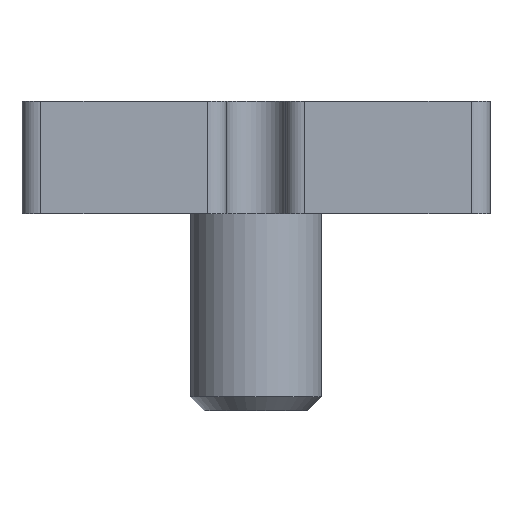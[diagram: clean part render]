
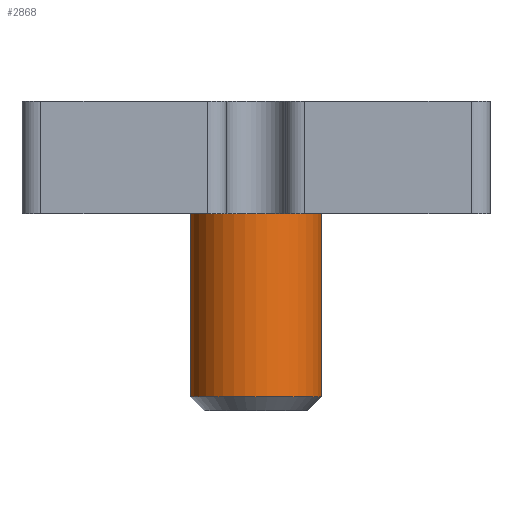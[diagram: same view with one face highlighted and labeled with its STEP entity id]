
A CAD part, left-side view. The second image highlights one B-rep face of the part: STEP entity #2868.
In plain terms, the highlighted cylindrical face has radius 7 mm (diameter 14 mm), a partial arc.
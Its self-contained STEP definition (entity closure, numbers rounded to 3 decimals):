
#55 = CARTESIAN_POINT ( 'NONE',  ( 8., -7., 0. ) ) ;
#111 = AXIS2_PLACEMENT_3D ( 'NONE', #2157, #2200, #913 ) ;
#168 = VECTOR ( 'NONE', #1777, 1000. ) ;
#257 = CIRCLE ( 'NONE', #111, 7. ) ;
#423 = CARTESIAN_POINT ( 'NONE',  ( 33., 0., 0. ) ) ;
#442 = EDGE_CURVE ( 'NONE', #1533, #3530, #1787, .T. ) ;
#453 = ORIENTED_EDGE ( 'NONE', *, *, #1919, .T. ) ;
#455 = VECTOR ( 'NONE', #710, 1000. ) ;
#516 = CARTESIAN_POINT ( 'NONE',  ( 33., 7., 0. ) ) ;
#534 = CARTESIAN_POINT ( 'NONE',  ( 8., 7., 0. ) ) ;
#592 = DIRECTION ( 'NONE',  ( 1., 0., 0. ) ) ;
#710 = DIRECTION ( 'NONE',  ( 1., 0., 0. ) ) ;
#748 = DIRECTION ( 'NONE',  ( 0., 1., 0. ) ) ;
#913 = DIRECTION ( 'NONE',  ( 0., 1., 0. ) ) ;
#1218 = FACE_OUTER_BOUND ( 'NONE', #1869, .T. ) ;
#1242 = ORIENTED_EDGE ( 'NONE', *, *, #442, .T. ) ;
#1265 = CIRCLE ( 'NONE', #2415, 7. ) ;
#1439 = VERTEX_POINT ( 'NONE', #3086 ) ;
#1496 = DIRECTION ( 'NONE',  ( 0., 1., 0. ) ) ;
#1533 = VERTEX_POINT ( 'NONE', #534 ) ;
#1611 = ORIENTED_EDGE ( 'NONE', *, *, #1878, .F. ) ;
#1777 = DIRECTION ( 'NONE',  ( 1., 0., 0. ) ) ;
#1787 = LINE ( 'NONE', #516, #168 ) ;
#1869 = EDGE_LOOP ( 'NONE', ( #1611, #453, #1242, #3671 ) ) ;
#1878 = EDGE_CURVE ( 'NONE', #3144, #1439, #2548, .T. ) ;
#1919 = EDGE_CURVE ( 'NONE', #3144, #1533, #257, .T. ) ;
#1933 = AXIS2_PLACEMENT_3D ( 'NONE', #423, #1963, #748 ) ;
#1963 = DIRECTION ( 'NONE',  ( 1., 0., 0. ) ) ;
#2157 = CARTESIAN_POINT ( 'NONE',  ( 8., 0., 0. ) ) ;
#2200 = DIRECTION ( 'NONE',  ( 1., 0., 0. ) ) ;
#2415 = AXIS2_PLACEMENT_3D ( 'NONE', #2780, #592, #1496 ) ;
#2548 = LINE ( 'NONE', #2611, #455 ) ;
#2611 = CARTESIAN_POINT ( 'NONE',  ( 33., -7., 0. ) ) ;
#2780 = CARTESIAN_POINT ( 'NONE',  ( 31.5, 0., 0. ) ) ;
#2868 = ADVANCED_FACE ( 'NONE', ( #1218 ), #4070, .T. ) ;
#3086 = CARTESIAN_POINT ( 'NONE',  ( 31.5, -7., 0. ) ) ;
#3144 = VERTEX_POINT ( 'NONE', #55 ) ;
#3430 = CARTESIAN_POINT ( 'NONE',  ( 31.5, 7., 0. ) ) ;
#3494 = EDGE_CURVE ( 'NONE', #1439, #3530, #1265, .T. ) ;
#3530 = VERTEX_POINT ( 'NONE', #3430 ) ;
#3671 = ORIENTED_EDGE ( 'NONE', *, *, #3494, .F. ) ;
#4070 = CYLINDRICAL_SURFACE ( 'NONE', #1933, 7. ) ;
